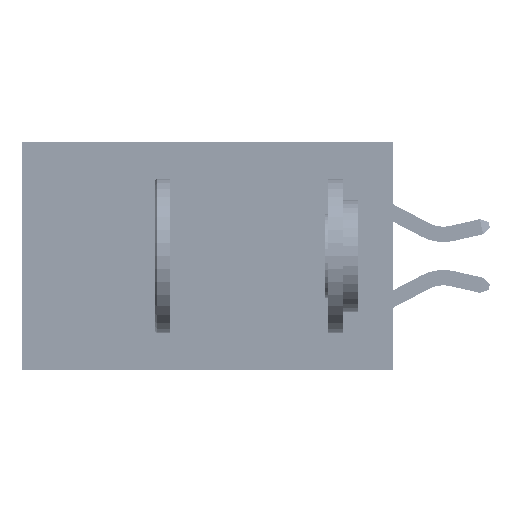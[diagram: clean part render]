
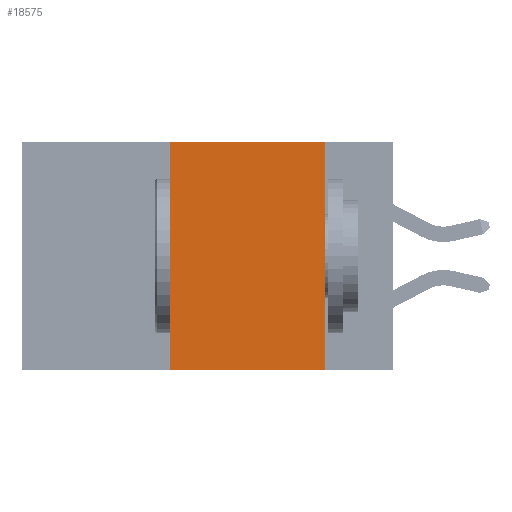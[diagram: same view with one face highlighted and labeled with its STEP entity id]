
A CAD part, left-side view. The second image highlights one B-rep face of the part: STEP entity #18575.
In plain terms, the highlighted planar face has unit normal (-1, 0, 0).
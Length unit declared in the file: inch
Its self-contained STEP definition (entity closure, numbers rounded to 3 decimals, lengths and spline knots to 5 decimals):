
#2244 = EDGE_CURVE ( 'NONE', #31368, #40456, #31143, .T. ) ;
#2859 = ORIENTED_EDGE ( 'NONE', *, *, #12673, .F. ) ;
#3013 = CARTESIAN_POINT ( 'NONE',  ( 0., 0.6, 0. ) ) ;
#3640 = LINE ( 'NONE', #36745, #34982 ) ;
#4242 = CARTESIAN_POINT ( 'NONE',  ( 0., 0.36, -0.37 ) ) ;
#6020 = ORIENTED_EDGE ( 'NONE', *, *, #18511, .F. ) ;
#6132 = VECTOR ( 'NONE', #43210, 39.37008 ) ;
#8479 = DIRECTION ( 'NONE',  ( 0., 0., -1. ) ) ;
#9924 = VECTOR ( 'NONE', #44072, 39.37008 ) ;
#11173 = ORIENTED_EDGE ( 'NONE', *, *, #20201, .T. ) ;
#12020 = ORIENTED_EDGE ( 'NONE', *, *, #2244, .F. ) ;
#12416 = AXIS2_PLACEMENT_3D ( 'NONE', #3013, #36891, #14068 ) ;
#12673 = EDGE_CURVE ( 'NONE', #31782, #31368, #18571, .T. ) ;
#14068 = DIRECTION ( 'NONE',  ( 0., 0., -1. ) ) ;
#14766 = EDGE_LOOP ( 'NONE', ( #12020, #2859, #6020, #11173 ) ) ;
#17061 = LINE ( 'NONE', #25123, #9924 ) ;
#17837 = CARTESIAN_POINT ( 'NONE',  ( 0., 0.36, 0. ) ) ;
#18511 = EDGE_CURVE ( 'NONE', #46259, #31782, #3640, .T. ) ;
#18571 = LINE ( 'NONE', #28526, #6132 ) ;
#18575 = ADVANCED_FACE ( 'NONE', ( #18989 ), #21999, .F. ) ;
#18827 = DIRECTION ( 'NONE',  ( 0., 0., 1. ) ) ;
#18989 = FACE_OUTER_BOUND ( 'NONE', #14766, .T. ) ;
#20201 = EDGE_CURVE ( 'NONE', #46259, #40456, #17061, .T. ) ;
#21999 = PLANE ( 'NONE',  #12416 ) ;
#25020 = CARTESIAN_POINT ( 'NONE',  ( 0., 0.11, -0.37 ) ) ;
#25123 = CARTESIAN_POINT ( 'NONE',  ( 0., 0.6, -0.37 ) ) ;
#28526 = CARTESIAN_POINT ( 'NONE',  ( 0., 0.6, 0. ) ) ;
#31143 = LINE ( 'NONE', #35244, #44712 ) ;
#31368 = VERTEX_POINT ( 'NONE', #40480 ) ;
#31782 = VERTEX_POINT ( 'NONE', #17837 ) ;
#34982 = VECTOR ( 'NONE', #18827, 39.37008 ) ;
#35244 = CARTESIAN_POINT ( 'NONE',  ( 0., 0.11, 0. ) ) ;
#36745 = CARTESIAN_POINT ( 'NONE',  ( 0., 0.36, 0. ) ) ;
#36891 = DIRECTION ( 'NONE',  ( 1., 0., 0. ) ) ;
#40456 = VERTEX_POINT ( 'NONE', #25020 ) ;
#40480 = CARTESIAN_POINT ( 'NONE',  ( 0., 0.11, 0. ) ) ;
#43210 = DIRECTION ( 'NONE',  ( 0., -1., 0. ) ) ;
#44072 = DIRECTION ( 'NONE',  ( 0., -1., 0. ) ) ;
#44712 = VECTOR ( 'NONE', #8479, 39.37008 ) ;
#46259 = VERTEX_POINT ( 'NONE', #4242 ) ;
